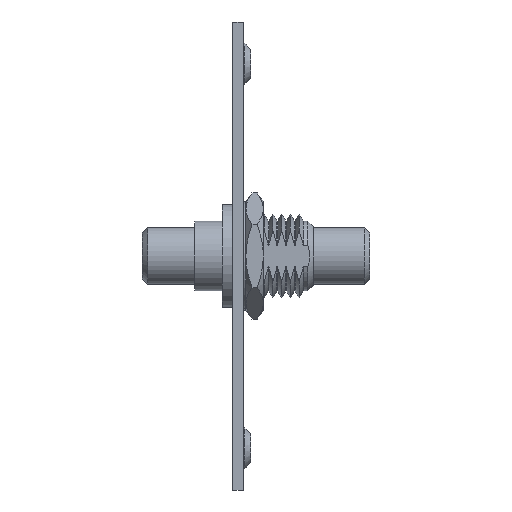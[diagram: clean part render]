
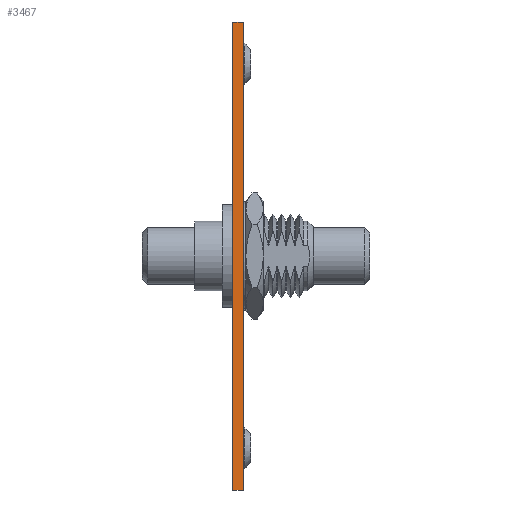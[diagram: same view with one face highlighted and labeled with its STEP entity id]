
A CAD part, left-side view. The second image highlights one B-rep face of the part: STEP entity #3467.
In plain terms, the highlighted face is planar.
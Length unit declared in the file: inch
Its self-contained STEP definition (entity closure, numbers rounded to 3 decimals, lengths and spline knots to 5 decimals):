
#3263 = VERTEX_POINT ( 'NONE', #8464 ) ;
#3265 = EDGE_CURVE ( 'NONE', #3266, #3263, #8463, .T. ) ;
#3266 = VERTEX_POINT ( 'NONE', #8459 ) ;
#3276 = VERTEX_POINT ( 'NONE', #8624 ) ;
#3280 = EDGE_CURVE ( 'NONE', #3276, #3263, #8608, .T. ) ;
#3358 = VERTEX_POINT ( 'NONE', #8781 ) ;
#3360 = EDGE_CURVE ( 'NONE', #3358, #3276, #8833, .T. ) ;
#3467 = ADVANCED_FACE ( 'NONE', ( #9035 ), #9195, .T. ) ;
#3468 = EDGE_LOOP ( 'NONE', ( #3469, #3470, #3471, #3472 ) ) ;
#3469 = ORIENTED_EDGE ( 'NONE', *, *, #3265, .T. ) ;
#3470 = ORIENTED_EDGE ( 'NONE', *, *, #3280, .F. ) ;
#3471 = ORIENTED_EDGE ( 'NONE', *, *, #3360, .F. ) ;
#3472 = ORIENTED_EDGE ( 'NONE', *, *, #3540, .F. ) ;
#3540 = EDGE_CURVE ( 'NONE', #3266, #3358, #3909, .T. ) ;
#3902 = DIRECTION ( 'NONE',  ( 0., -1., 0. ) ) ;
#3903 = VECTOR ( 'NONE', #3902, 39.37008 ) ;
#3904 = CARTESIAN_POINT ( 'NONE',  ( -1.34, 0.06, -1.615 ) ) ;
#3909 = LINE ( 'NONE', #3904, #3903 ) ;
#8459 = CARTESIAN_POINT ( 'NONE',  ( -1.34, 0.06, -1.615 ) ) ;
#8460 = DIRECTION ( 'NONE',  ( 1., 0., 0. ) ) ;
#8461 = VECTOR ( 'NONE', #8460, 39.37008 ) ;
#8462 = CARTESIAN_POINT ( 'NONE',  ( -1.34, 0.06, -1.615 ) ) ;
#8463 = LINE ( 'NONE', #8462, #8461 ) ;
#8464 = CARTESIAN_POINT ( 'NONE',  ( 1.34, 0.06, -1.615 ) ) ;
#8608 = LINE ( 'NONE', #8620, #8619 ) ;
#8618 = DIRECTION ( 'NONE',  ( 0., 1., 0. ) ) ;
#8619 = VECTOR ( 'NONE', #8618, 39.37008 ) ;
#8620 = CARTESIAN_POINT ( 'NONE',  ( 1.34, 0., -1.615 ) ) ;
#8624 = CARTESIAN_POINT ( 'NONE',  ( 1.34, 0., -1.615 ) ) ;
#8781 = CARTESIAN_POINT ( 'NONE',  ( -1.34, 0., -1.615 ) ) ;
#8830 = DIRECTION ( 'NONE',  ( 1., 0., 0. ) ) ;
#8831 = VECTOR ( 'NONE', #8830, 39.37008 ) ;
#8832 = CARTESIAN_POINT ( 'NONE',  ( -1.34, 0., -1.615 ) ) ;
#8833 = LINE ( 'NONE', #8832, #8831 ) ;
#9035 = FACE_OUTER_BOUND ( 'NONE', #3468, .T. ) ;
#9190 = DIRECTION ( 'NONE',  ( -1., 0., 0. ) ) ;
#9191 = DIRECTION ( 'NONE',  ( 0., 0., -1. ) ) ;
#9192 = CARTESIAN_POINT ( 'NONE',  ( -1.34, 0.06, -1.615 ) ) ;
#9193 = AXIS2_PLACEMENT_3D ( 'NONE', #9192, #9191, #9190 ) ;
#9195 = PLANE ( 'NONE',  #9193 ) ;
